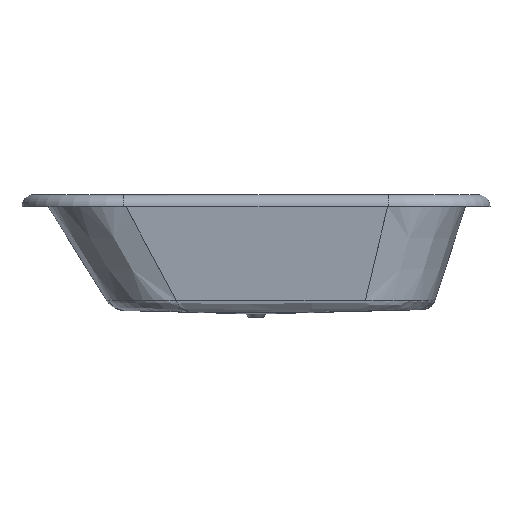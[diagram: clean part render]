
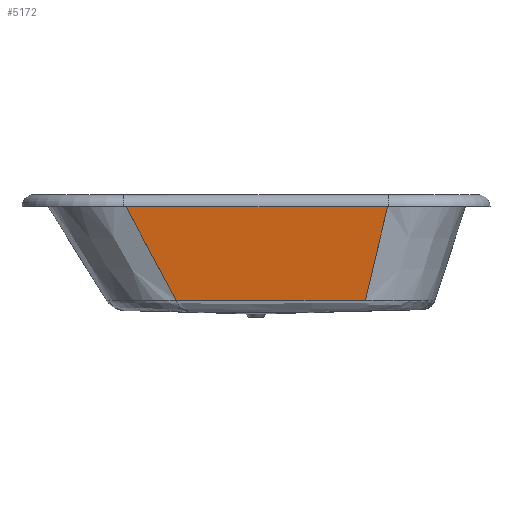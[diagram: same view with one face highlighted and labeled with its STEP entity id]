
A CAD part, front view. The second image highlights one B-rep face of the part: STEP entity #5172.
In plain terms, the highlighted planar face has unit normal (0, 0.996, 0.087).
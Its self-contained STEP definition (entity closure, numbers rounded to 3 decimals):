
#1725=DIRECTION('',(1.,0.,0.));
#1726=VECTOR('',#1725,989.684);
#1727=CARTESIAN_POINT('',(-491.914,-294.626,
-45.362));
#1728=LINE('',#1727,#1726);
#1743=CARTESIAN_POINT('',(413.612,-263.616,
-399.816));
#1744=CARTESIAN_POINT('',(175.262,-263.616,
-399.816));
#1745=CARTESIAN_POINT('',(-63.088,-263.616,
-399.816));
#1746=CARTESIAN_POINT('',(-301.438,-263.616,
-399.816));
#1748=DIRECTION('',(0.23,-0.085,0.969));
#1749=VECTOR('',#1748,365.625);
#1750=CARTESIAN_POINT('',(413.612,-263.616,
-399.816));
#1751=LINE('',#1750,#1749);
#1752=DIRECTION('',(0.472,0.077,-0.878));
#1753=VECTOR('',#1752,403.585);
#1754=CARTESIAN_POINT('',(-491.914,-294.626,
-45.362));
#1755=LINE('',#1754,#1753);
#3014=CARTESIAN_POINT('',(-301.438,-263.616,
-399.816));
#3015=CARTESIAN_POINT('',(-491.914,-294.626,
-45.362));
#3016=VERTEX_POINT('',#3014);
#3017=VERTEX_POINT('',#3015);
#3018=CARTESIAN_POINT('',(497.77,-294.626,
-45.362));
#3019=CARTESIAN_POINT('',(413.612,-263.616,
-399.816));
#3020=VERTEX_POINT('',#3018);
#3021=VERTEX_POINT('',#3019);
#5159=CARTESIAN_POINT('',(2.928,-279.121,
-222.589));
#5160=DIRECTION('',(0.,0.996,0.087));
#5161=DIRECTION('',(-1.,0.,0.));
#5162=AXIS2_PLACEMENT_3D('',#5159,#5160,#5161);
#5163=PLANE('',#5162);
#5164=ORIENTED_EDGE('',*,*,#3962,.F.);
#5166=ORIENTED_EDGE('',*,*,#5165,.T.);
#5167=ORIENTED_EDGE('',*,*,#5149,.F.);
#5169=ORIENTED_EDGE('',*,*,#5168,.T.);
#5170=EDGE_LOOP('',(#5164,#5166,#5167,#5169));
#5171=FACE_OUTER_BOUND('',#5170,.F.);
#5172=ADVANCED_FACE('',(#5171),#5163,.T.);
#1747=B_SPLINE_CURVE_WITH_KNOTS('',3,(#1743,#1744,#1745,#1746),.UNSPECIFIED.,
.F.,.F.,(4,4),(0.,1.),.UNSPECIFIED.);
#3962=EDGE_CURVE('',#3021,#3016,#1747,.T.);
#5149=EDGE_CURVE('',#3017,#3020,#1728,.T.);
#5165=EDGE_CURVE('',#3021,#3020,#1751,.T.);
#5168=EDGE_CURVE('',#3017,#3016,#1755,.T.);
